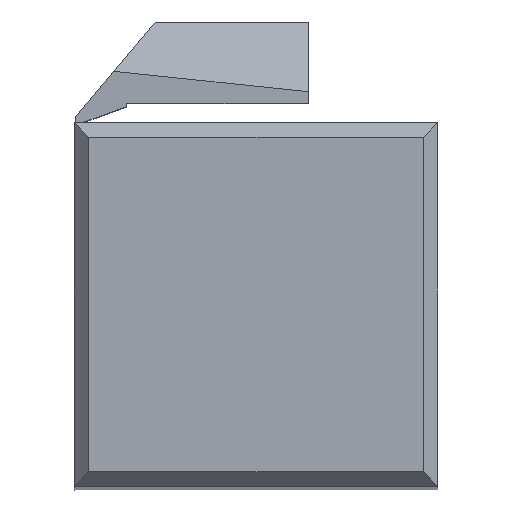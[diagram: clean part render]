
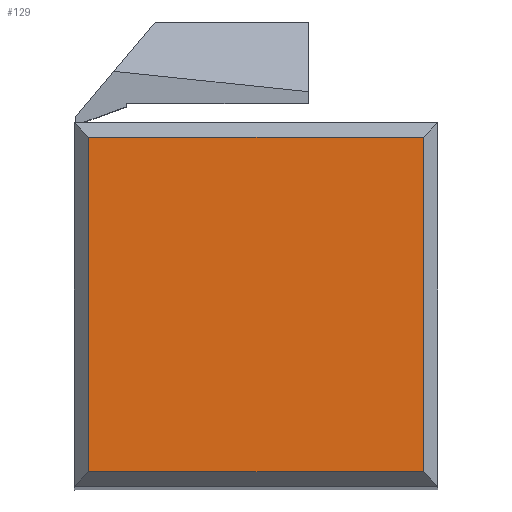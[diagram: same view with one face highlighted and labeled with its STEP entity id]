
A CAD part, top view. The second image highlights one B-rep face of the part: STEP entity #129.
In plain terms, the highlighted planar face has unit normal (0, 0, 1).
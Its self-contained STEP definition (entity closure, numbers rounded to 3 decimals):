
#24 = LINE ( 'NONE', #593, #240 ) ;
#79 = LINE ( 'NONE', #341, #380 ) ;
#122 = DIRECTION ( 'NONE',  ( -1., 0., 0. ) ) ;
#129 = ADVANCED_FACE ( 'NONE', ( #1000 ), #951, .F. ) ;
#162 = EDGE_LOOP ( 'NONE', ( #294, #299, #310, #311 ) ) ;
#171 = EDGE_CURVE ( 'NONE', #997, #784, #629, .T. ) ;
#209 = CARTESIAN_POINT ( 'NONE',  ( -24., 24., 0. ) ) ;
#225 = VERTEX_POINT ( 'NONE', #790 ) ;
#240 = VECTOR ( 'NONE', #497, 1000. ) ;
#294 = ORIENTED_EDGE ( 'NONE', *, *, #171, .T. ) ;
#299 = ORIENTED_EDGE ( 'NONE', *, *, #345, .T. ) ;
#310 = ORIENTED_EDGE ( 'NONE', *, *, #523, .T. ) ;
#311 = ORIENTED_EDGE ( 'NONE', *, *, #684, .T. ) ;
#341 = CARTESIAN_POINT ( 'NONE',  ( 0., 1., 0. ) ) ;
#345 = EDGE_CURVE ( 'NONE', #784, #419, #24, .T. ) ;
#380 = VECTOR ( 'NONE', #931, 1000. ) ;
#419 = VERTEX_POINT ( 'NONE', #921 ) ;
#463 = DIRECTION ( 'NONE',  ( 0., 0., -1. ) ) ;
#497 = DIRECTION ( 'NONE',  ( 0., -1., 0. ) ) ;
#523 = EDGE_CURVE ( 'NONE', #419, #225, #79, .T. ) ;
#541 = LINE ( 'NONE', #635, #556 ) ;
#556 = VECTOR ( 'NONE', #557, 1000. ) ;
#557 = DIRECTION ( 'NONE',  ( 0., 1., 0. ) ) ;
#593 = CARTESIAN_POINT ( 'NONE',  ( -24., 0., 0. ) ) ;
#628 = AXIS2_PLACEMENT_3D ( 'NONE', #891, #463, #637 ) ;
#629 = LINE ( 'NONE', #650, #665 ) ;
#635 = CARTESIAN_POINT ( 'NONE',  ( -1., 25., 0. ) ) ;
#637 = DIRECTION ( 'NONE',  ( -1., 0., 0. ) ) ;
#650 = CARTESIAN_POINT ( 'NONE',  ( -25., 24., 0. ) ) ;
#665 = VECTOR ( 'NONE', #122, 1000. ) ;
#667 = CARTESIAN_POINT ( 'NONE',  ( -1., 24., 0. ) ) ;
#684 = EDGE_CURVE ( 'NONE', #225, #997, #541, .T. ) ;
#784 = VERTEX_POINT ( 'NONE', #209 ) ;
#790 = CARTESIAN_POINT ( 'NONE',  ( -1., 1., 0. ) ) ;
#891 = CARTESIAN_POINT ( 'NONE',  ( 0., 0., 0. ) ) ;
#921 = CARTESIAN_POINT ( 'NONE',  ( -24., 1., 0. ) ) ;
#931 = DIRECTION ( 'NONE',  ( 1., 0., 0. ) ) ;
#951 = PLANE ( 'NONE',  #628 ) ;
#997 = VERTEX_POINT ( 'NONE', #667 ) ;
#1000 = FACE_OUTER_BOUND ( 'NONE', #162, .T. ) ;
